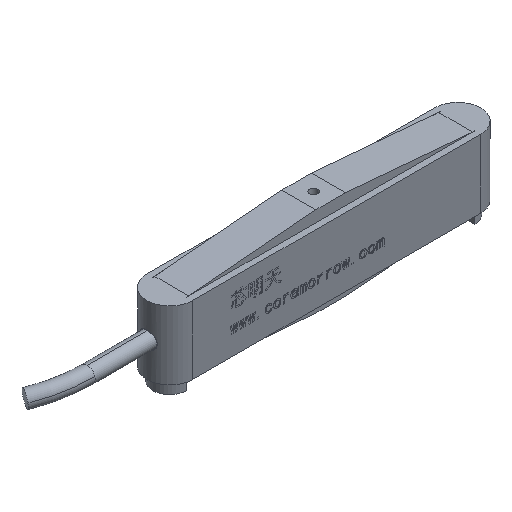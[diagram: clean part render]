
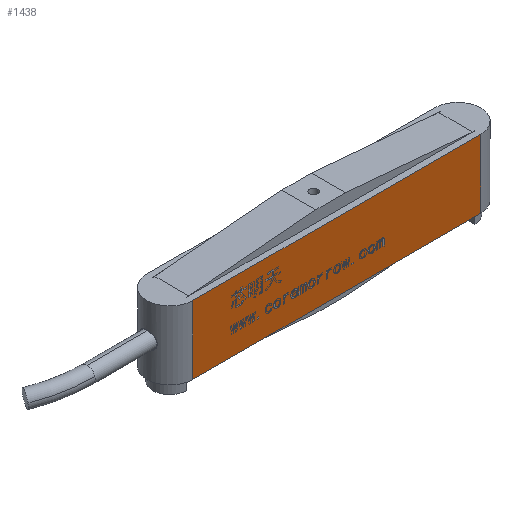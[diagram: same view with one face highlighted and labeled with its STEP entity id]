
A CAD part, isometric view. The second image highlights one B-rep face of the part: STEP entity #1438.
In plain terms, the highlighted planar face has unit normal (0, -1, 0).
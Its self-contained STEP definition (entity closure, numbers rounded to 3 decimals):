
#1014 = CARTESIAN_POINT ( 'NONE',  ( -43.973, -7.03, 10.448 ) ) ;
#1017 = VECTOR ( 'NONE', #9777, 1000. ) ;
#1274 = LINE ( 'NONE', #13156, #1017 ) ;
#1305 = PLANE ( 'NONE',  #3556 ) ;
#1438 = ADVANCED_FACE ( 'NONE', ( #9047 ), #1305, .T. ) ;
#1666 = EDGE_CURVE ( 'NONE', #16202, #10753, #1274, .T. ) ;
#1798 = DIRECTION ( 'NONE',  ( 1., 0., 0. ) ) ;
#2018 = CARTESIAN_POINT ( 'NONE',  ( 0., -7.03, 10.448 ) ) ;
#3556 = AXIS2_PLACEMENT_3D ( 'NONE', #17300, #6304, #15635 ) ;
#6304 = DIRECTION ( 'NONE',  ( 0., -1., 0. ) ) ;
#7949 = VECTOR ( 'NONE', #16000, 1000. ) ;
#8293 = VERTEX_POINT ( 'NONE', #21428 ) ;
#9047 = FACE_OUTER_BOUND ( 'NONE', #10414, .T. ) ;
#9547 = LINE ( 'NONE', #2018, #21434 ) ;
#9777 = DIRECTION ( 'NONE',  ( 1., 0., 0. ) ) ;
#10278 = ORIENTED_EDGE ( 'NONE', *, *, #1666, .T. ) ;
#10301 = DIRECTION ( 'NONE',  ( 0., 0., 1. ) ) ;
#10414 = EDGE_LOOP ( 'NONE', ( #15889, #10278, #14587, #10739 ) ) ;
#10553 = EDGE_CURVE ( 'NONE', #13784, #8293, #9547, .T. ) ;
#10739 = ORIENTED_EDGE ( 'NONE', *, *, #10553, .F. ) ;
#10753 = VERTEX_POINT ( 'NONE', #16016 ) ;
#10780 = LINE ( 'NONE', #14476, #7949 ) ;
#11665 = EDGE_CURVE ( 'NONE', #16202, #13784, #17294, .T. ) ;
#13156 = CARTESIAN_POINT ( 'NONE',  ( 0., -7.03, -10.448 ) ) ;
#13415 = EDGE_CURVE ( 'NONE', #8293, #10753, #10780, .T. ) ;
#13784 = VERTEX_POINT ( 'NONE', #1014 ) ;
#14476 = CARTESIAN_POINT ( 'NONE',  ( 43.973, -7.03, 0. ) ) ;
#14587 = ORIENTED_EDGE ( 'NONE', *, *, #13415, .F. ) ;
#15635 = DIRECTION ( 'NONE',  ( 0., 0., -1. ) ) ;
#15889 = ORIENTED_EDGE ( 'NONE', *, *, #11665, .F. ) ;
#16000 = DIRECTION ( 'NONE',  ( 0., 0., -1. ) ) ;
#16016 = CARTESIAN_POINT ( 'NONE',  ( 43.973, -7.03, -10.448 ) ) ;
#16202 = VERTEX_POINT ( 'NONE', #20874 ) ;
#16578 = CARTESIAN_POINT ( 'NONE',  ( -43.973, -7.03, 0. ) ) ;
#17294 = LINE ( 'NONE', #16578, #21163 ) ;
#17300 = CARTESIAN_POINT ( 'NONE',  ( 43.973, -7.03, 0. ) ) ;
#20874 = CARTESIAN_POINT ( 'NONE',  ( -43.973, -7.03, -10.448 ) ) ;
#21163 = VECTOR ( 'NONE', #10301, 1000. ) ;
#21428 = CARTESIAN_POINT ( 'NONE',  ( 43.973, -7.03, 10.448 ) ) ;
#21434 = VECTOR ( 'NONE', #1798, 1000. ) ;
